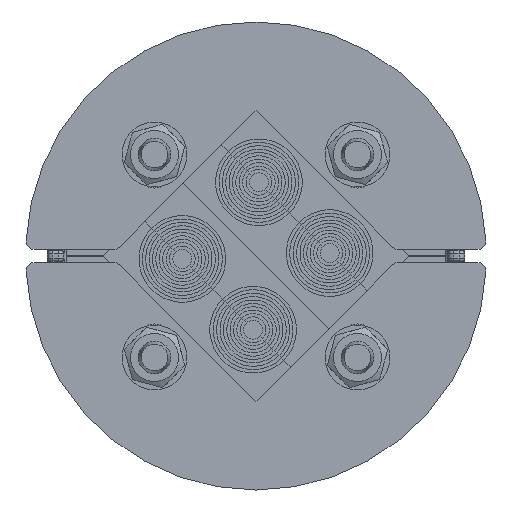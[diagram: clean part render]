
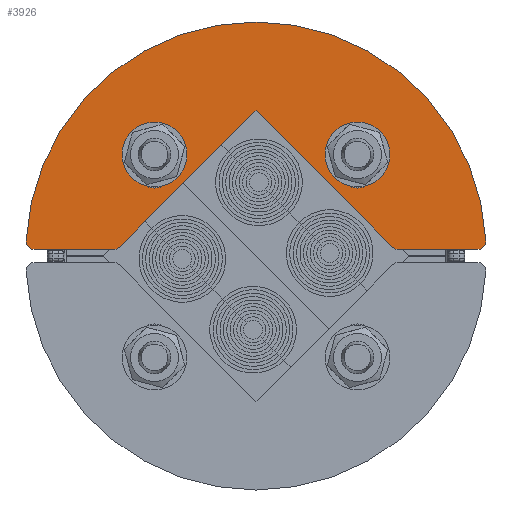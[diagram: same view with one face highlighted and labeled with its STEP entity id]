
A CAD part, front view. The second image highlights one B-rep face of the part: STEP entity #3926.
In plain terms, the highlighted face is planar.
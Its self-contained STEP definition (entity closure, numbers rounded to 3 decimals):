
#341=FACE_BOUND('',#925,.T.);
#342=FACE_BOUND('',#926,.T.);
#398=PLANE('',#4526);
#665=FACE_OUTER_BOUND('',#924,.T.);
#924=EDGE_LOOP('',(#3290,#3291,#3292,#3293,#3294,#3295,#3296,#3297,#3298));
#925=EDGE_LOOP('',(#3299,#3300,#3301,#3302));
#926=EDGE_LOOP('',(#3303,#3304,#3305,#3306));
#1134=LINE('',#6993,#1412);
#1145=LINE('',#7033,#1423);
#1149=LINE('',#7047,#1427);
#1152=LINE('',#7056,#1430);
#1155=LINE('',#7063,#1433);
#1158=LINE('',#7072,#1436);
#1161=LINE('',#7079,#1439);
#1162=LINE('',#7081,#1440);
#1412=VECTOR('',#5301,10.);
#1423=VECTOR('',#5336,10.);
#1427=VECTOR('',#5354,10.);
#1430=VECTOR('',#5363,10.);
#1433=VECTOR('',#5372,10.);
#1436=VECTOR('',#5381,10.);
#1439=VECTOR('',#5390,10.);
#1440=VECTOR('',#5393,10.);
#1711=CIRCLE('',#4491,1.5);
#1721=CIRCLE('',#4504,1.5);
#1722=CIRCLE('',#4507,1.5);
#1723=CIRCLE('',#4509,42.5);
#1724=CIRCLE('',#4511,1.5);
#1725=CIRCLE('',#4514,3.1);
#1726=CIRCLE('',#4517,3.1);
#1727=CIRCLE('',#4520,3.1);
#1728=CIRCLE('',#4523,3.1);
#1967=VERTEX_POINT('',#6980);
#1968=VERTEX_POINT('',#6981);
#1972=VERTEX_POINT('',#6991);
#1987=VERTEX_POINT('',#7025);
#1988=VERTEX_POINT('',#7026);
#1989=VERTEX_POINT('',#7031);
#1990=VERTEX_POINT('',#7035);
#1991=VERTEX_POINT('',#7039);
#1992=VERTEX_POINT('',#7043);
#1993=VERTEX_POINT('',#7049);
#1994=VERTEX_POINT('',#7051);
#1995=VERTEX_POINT('',#7055);
#1996=VERTEX_POINT('',#7059);
#1997=VERTEX_POINT('',#7065);
#1998=VERTEX_POINT('',#7067);
#1999=VERTEX_POINT('',#7071);
#2000=VERTEX_POINT('',#7075);
#2411=EDGE_CURVE('',#1967,#1968,#1711,.T.);
#2417=EDGE_CURVE('',#1967,#1972,#1134,.T.);
#2433=EDGE_CURVE('',#1987,#1988,#1721,.T.);
#2437=EDGE_CURVE('',#1987,#1989,#1145,.T.);
#2439=EDGE_CURVE('',#1990,#1972,#1722,.T.);
#2441=EDGE_CURVE('',#1990,#1991,#1723,.T.);
#2442=EDGE_CURVE('',#1992,#1991,#1724,.T.);
#2444=EDGE_CURVE('',#1992,#1988,#1149,.T.);
#2446=EDGE_CURVE('',#1994,#1993,#1725,.T.);
#2448=EDGE_CURVE('',#1995,#1994,#1152,.T.);
#2450=EDGE_CURVE('',#1996,#1995,#1726,.T.);
#2452=EDGE_CURVE('',#1993,#1996,#1155,.T.);
#2454=EDGE_CURVE('',#1998,#1997,#1727,.T.);
#2456=EDGE_CURVE('',#1999,#1998,#1158,.T.);
#2458=EDGE_CURVE('',#2000,#1999,#1728,.T.);
#2460=EDGE_CURVE('',#1997,#2000,#1161,.T.);
#2461=EDGE_CURVE('',#1989,#1968,#1162,.T.);
#3290=ORIENTED_EDGE('',*,*,#2411,.F.);
#3291=ORIENTED_EDGE('',*,*,#2417,.T.);
#3292=ORIENTED_EDGE('',*,*,#2439,.F.);
#3293=ORIENTED_EDGE('',*,*,#2441,.T.);
#3294=ORIENTED_EDGE('',*,*,#2442,.F.);
#3295=ORIENTED_EDGE('',*,*,#2444,.T.);
#3296=ORIENTED_EDGE('',*,*,#2433,.F.);
#3297=ORIENTED_EDGE('',*,*,#2437,.T.);
#3298=ORIENTED_EDGE('',*,*,#2461,.T.);
#3299=ORIENTED_EDGE('',*,*,#2450,.T.);
#3300=ORIENTED_EDGE('',*,*,#2448,.T.);
#3301=ORIENTED_EDGE('',*,*,#2446,.T.);
#3302=ORIENTED_EDGE('',*,*,#2452,.T.);
#3303=ORIENTED_EDGE('',*,*,#2458,.T.);
#3304=ORIENTED_EDGE('',*,*,#2456,.T.);
#3305=ORIENTED_EDGE('',*,*,#2454,.T.);
#3306=ORIENTED_EDGE('',*,*,#2460,.T.);
#3926=ADVANCED_FACE('',(#665,#341,#342),#398,.T.);
#4491=AXIS2_PLACEMENT_3D('',#6982,#5291,#5292);
#4504=AXIS2_PLACEMENT_3D('',#7027,#5329,#5330);
#4507=AXIS2_PLACEMENT_3D('',#7037,#5340,#5341);
#4509=AXIS2_PLACEMENT_3D('',#7041,#5345,#5346);
#4511=AXIS2_PLACEMENT_3D('',#7044,#5349,#5350);
#4514=AXIS2_PLACEMENT_3D('',#7052,#5358,#5359);
#4517=AXIS2_PLACEMENT_3D('',#7060,#5367,#5368);
#4520=AXIS2_PLACEMENT_3D('',#7068,#5376,#5377);
#4523=AXIS2_PLACEMENT_3D('',#7076,#5385,#5386);
#4526=AXIS2_PLACEMENT_3D('',#7082,#5394,#5395);
#5291=DIRECTION('center_axis',(0.,0.,-1.));
#5292=DIRECTION('ref_axis',(-0.383,-0.924,0.));
#5301=DIRECTION('',(1.,0.,0.));
#5329=DIRECTION('center_axis',(0.,0.,-1.));
#5330=DIRECTION('ref_axis',(0.383,-0.924,0.));
#5336=DIRECTION('',(0.707,0.707,0.));
#5340=DIRECTION('center_axis',(0.,0.,-1.));
#5341=DIRECTION('ref_axis',(0.724,-0.69,0.));
#5345=DIRECTION('center_axis',(0.,0.,1.));
#5346=DIRECTION('ref_axis',(1.,0.012,0.));
#5349=DIRECTION('center_axis',(0.,0.,-1.));
#5350=DIRECTION('ref_axis',(-0.724,-0.69,0.));
#5354=DIRECTION('',(1.,0.,0.));
#5358=DIRECTION('center_axis',(0.,0.,-1.));
#5359=DIRECTION('ref_axis',(1.,0.,0.));
#5363=DIRECTION('',(0.,1.,0.));
#5367=DIRECTION('center_axis',(0.,0.,-1.));
#5368=DIRECTION('ref_axis',(-1.,0.,0.));
#5372=DIRECTION('',(0.,-1.,0.));
#5376=DIRECTION('center_axis',(0.,0.,-1.));
#5377=DIRECTION('ref_axis',(-1.,0.,0.));
#5381=DIRECTION('',(0.,-1.,0.));
#5385=DIRECTION('center_axis',(0.,0.,-1.));
#5386=DIRECTION('ref_axis',(1.,0.,0.));
#5390=DIRECTION('',(0.,1.,0.));
#5393=DIRECTION('',(0.707,-0.707,0.));
#5394=DIRECTION('center_axis',(0.,0.,1.));
#5395=DIRECTION('ref_axis',(1.,0.,0.));
#6980=CARTESIAN_POINT('',(26.284,0.5,2.));
#6981=CARTESIAN_POINT('',(25.224,0.939,2.));
#6982=CARTESIAN_POINT('Origin',(26.284,2.,2.));
#6991=CARTESIAN_POINT('',(40.951,0.5,2.));
#6993=CARTESIAN_POINT('',(25.663,0.5,2.));
#7025=CARTESIAN_POINT('',(-25.224,0.939,2.));
#7026=CARTESIAN_POINT('',(-26.284,0.5,2.));
#7027=CARTESIAN_POINT('Origin',(-26.284,2.,2.));
#7031=CARTESIAN_POINT('',(0.,26.163,2.));
#7033=CARTESIAN_POINT('',(-25.663,0.5,2.));
#7035=CARTESIAN_POINT('',(42.449,2.073,2.));
#7037=CARTESIAN_POINT('Origin',(40.951,2.,2.));
#7039=CARTESIAN_POINT('',(-42.449,2.073,2.));
#7041=CARTESIAN_POINT('Origin',(0.,0.,2.));
#7043=CARTESIAN_POINT('',(-40.951,0.5,2.));
#7044=CARTESIAN_POINT('Origin',(-40.951,2.,2.));
#7047=CARTESIAN_POINT('',(-42.497,0.5,2.));
#7049=CARTESIAN_POINT('',(21.838,18.738,2.));
#7051=CARTESIAN_POINT('',(15.638,18.738,2.));
#7052=CARTESIAN_POINT('Origin',(18.738,18.738,2.));
#7055=CARTESIAN_POINT('',(15.638,14.938,2.));
#7056=CARTESIAN_POINT('',(15.638,16.45,2.));
#7059=CARTESIAN_POINT('',(21.838,14.938,2.));
#7060=CARTESIAN_POINT('Origin',(18.738,14.938,2.));
#7063=CARTESIAN_POINT('',(21.838,18.35,2.));
#7065=CARTESIAN_POINT('',(-21.838,14.938,2.));
#7067=CARTESIAN_POINT('',(-15.638,14.938,2.));
#7068=CARTESIAN_POINT('Origin',(-18.738,14.938,2.));
#7071=CARTESIAN_POINT('',(-15.638,18.738,2.));
#7072=CARTESIAN_POINT('',(-15.638,18.35,2.));
#7075=CARTESIAN_POINT('',(-21.838,18.738,2.));
#7076=CARTESIAN_POINT('Origin',(-18.738,18.738,2.));
#7079=CARTESIAN_POINT('',(-21.838,16.45,2.));
#7081=CARTESIAN_POINT('',(0.,26.163,2.));
#7082=CARTESIAN_POINT('Origin',(0.,17.962,2.));
